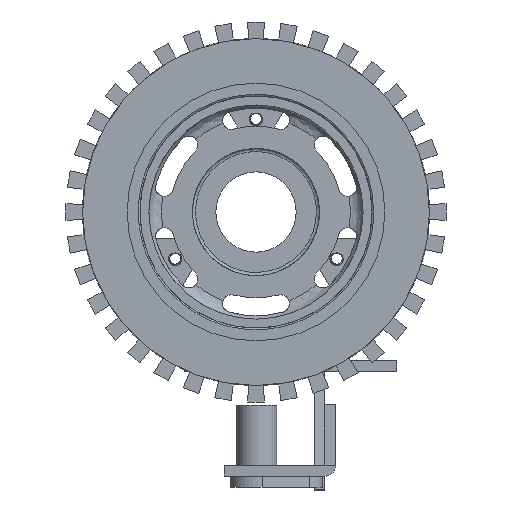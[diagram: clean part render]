
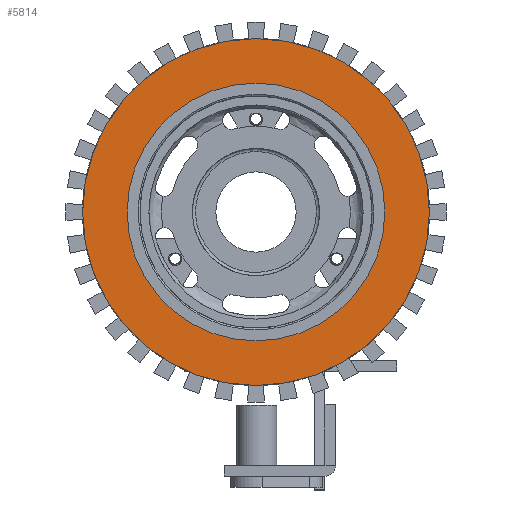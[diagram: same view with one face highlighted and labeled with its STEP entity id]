
A CAD part, front view. The second image highlights one B-rep face of the part: STEP entity #5814.
In plain terms, the highlighted face is planar.
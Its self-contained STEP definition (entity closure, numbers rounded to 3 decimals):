
#72=FACE_BOUND('',#900,.T.);
#234=PLANE('',#6261);
#579=FACE_OUTER_BOUND('',#899,.T.);
#899=EDGE_LOOP('',(#4356,#4357,#4358,#4359));
#900=EDGE_LOOP('',(#4360));
#1221=LINE('',#9588,#1789);
#1230=LINE('',#9606,#1798);
#1233=LINE('',#9614,#1801);
#1789=VECTOR('',#6957,10.);
#1798=VECTOR('',#6980,10.);
#1801=VECTOR('',#6993,10.);
#2381=CIRCLE('',#6249,77.788);
#2382=CIRCLE('',#6258,57.788);
#2611=VERTEX_POINT('',#9585);
#2612=VERTEX_POINT('',#9587);
#2613=VERTEX_POINT('',#9598);
#2614=VERTEX_POINT('',#9604);
#2615=VERTEX_POINT('',#9616);
#3255=EDGE_CURVE('',#2612,#2611,#1221,.T.);
#3262=EDGE_CURVE('',#2611,#2613,#2381,.T.);
#3265=EDGE_CURVE('',#2613,#2614,#1230,.T.);
#3268=EDGE_CURVE('',#2614,#2612,#1233,.T.);
#3269=EDGE_CURVE('',#2615,#2615,#2382,.T.);
#4356=ORIENTED_EDGE('',*,*,#3255,.T.);
#4357=ORIENTED_EDGE('',*,*,#3262,.T.);
#4358=ORIENTED_EDGE('',*,*,#3265,.T.);
#4359=ORIENTED_EDGE('',*,*,#3268,.T.);
#4360=ORIENTED_EDGE('',*,*,#3269,.T.);
#5814=ADVANCED_FACE('',(#579,#72),#234,.T.);
#6249=AXIS2_PLACEMENT_3D('',#9600,#6972,#6973);
#6258=AXIS2_PLACEMENT_3D('',#9617,#6996,#6997);
#6261=AXIS2_PLACEMENT_3D('',#9622,#7004,#7005);
#6957=DIRECTION('',(0.004,-1.,0.));
#6972=DIRECTION('center_axis',(0.,0.,1.));
#6973=DIRECTION('ref_axis',(0.004,-1.,0.));
#6980=DIRECTION('',(0.004,1.,0.));
#6993=DIRECTION('',(1.,0.,0.));
#6996=DIRECTION('center_axis',(0.,0.,-1.));
#6997=DIRECTION('ref_axis',(1.,0.,0.));
#7004=DIRECTION('center_axis',(0.,0.,1.));
#7005=DIRECTION('ref_axis',(1.,0.,0.));
#9585=CARTESIAN_POINT('',(0.339,-77.787,49.5));
#9587=CARTESIAN_POINT('',(0.339,-77.688,49.5));
#9588=CARTESIAN_POINT('',(0.339,-77.688,49.5));
#9598=CARTESIAN_POINT('',(-0.339,-77.787,49.5));
#9600=CARTESIAN_POINT('Origin',(0.,0.,49.5));
#9604=CARTESIAN_POINT('',(-0.339,-77.688,49.5));
#9606=CARTESIAN_POINT('',(-0.339,-77.688,49.5));
#9614=CARTESIAN_POINT('',(0.15,-77.688,49.5));
#9616=CARTESIAN_POINT('',(-57.788,0.,49.5));
#9617=CARTESIAN_POINT('Origin',(0.,0.,49.5));
#9622=CARTESIAN_POINT('Origin',(0.,0.,49.5));
